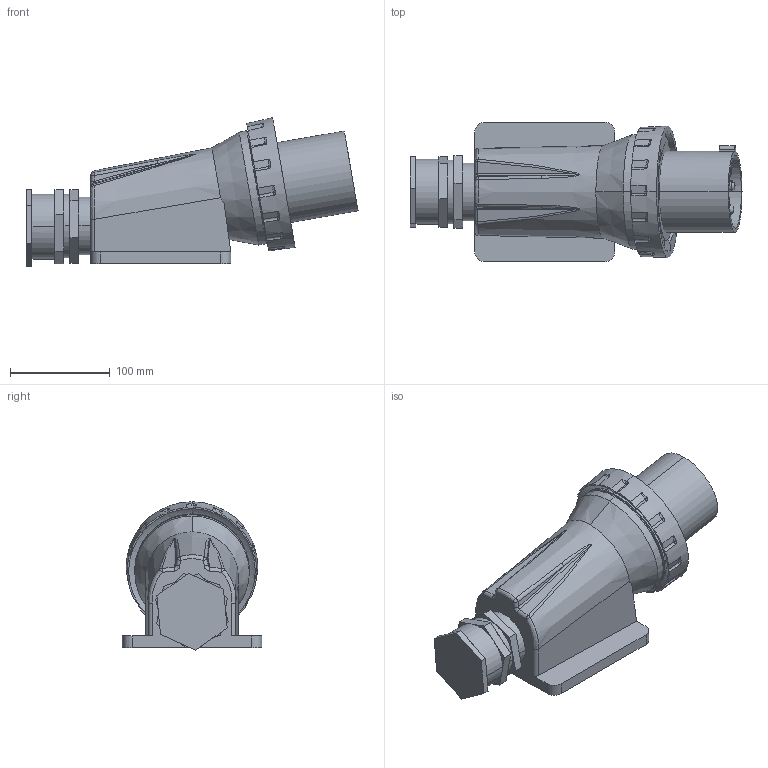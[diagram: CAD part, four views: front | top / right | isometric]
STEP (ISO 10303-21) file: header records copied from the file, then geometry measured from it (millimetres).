
FILE_DESCRIPTION((''),'2;1');
FILE_NAME('GW60461_ASM','2021-09-29T13:30:37',('User'),('Axiro Italia'),'CREO PARAMETRIC BY PTC INC, 2020354','CREO PARAMETRIC BY PTC INC, 2020354','');
FILE_SCHEMA(('CONFIG_CONTROL_DESIGN'));
Length unit declared in the file: millimetre
Products named in the file (4): GW60461_COMPONENTE_A_OR; GW60461_COMPONENTE_B_OR; GW60461_COMPONENTE_C_OR; GW60461_ASM
Assembly tree (3 placements, depth 2):
  GW60461_ASM
    GW60461_COMPONENTE_A_OR
    GW60461_COMPONENTE_B_OR
    GW60461_COMPONENTE_C_OR
Bounding box: 333.12 x 140 x 149.02 mm (x, y, z)
Volume: 1119403.3 mm3; surface area: 337115.7 mm2
Topology: 3 solids, 3 shells, 480 faces, 1236 edges, 797 vertices
Faces by surface type: plane 221, cylinder 147, cone 52, bspline 52, sphere 4, torus 4
Entity records: 21571 total; most frequent: CARTESIAN_POINT 10148, ORIENTED_EDGE 2472, DIRECTION 2244, EDGE_CURVE 1236, AXIS2_PLACEMENT_3D 844, VERTEX_POINT 797, VECTOR 556, LINE 556
